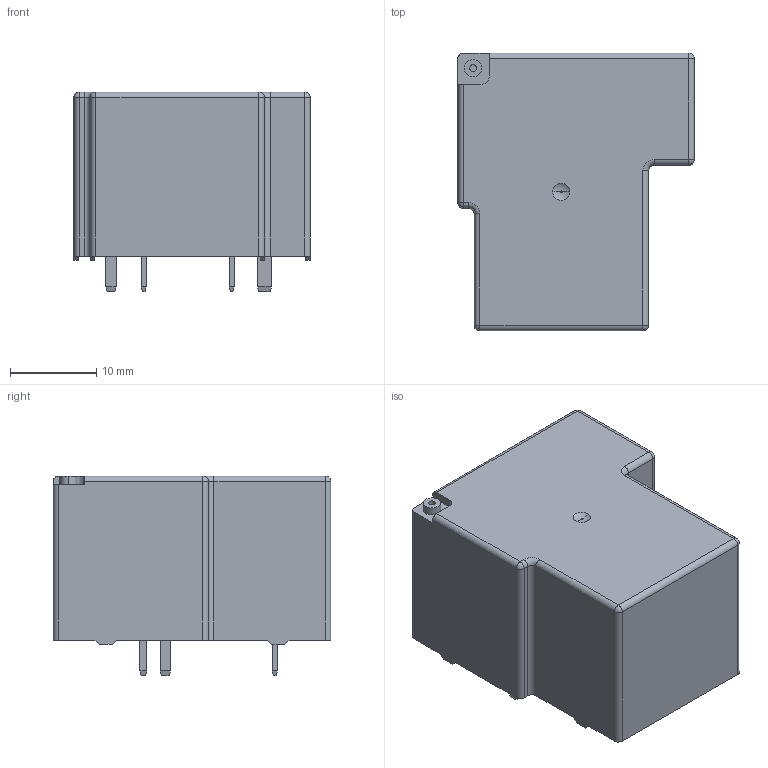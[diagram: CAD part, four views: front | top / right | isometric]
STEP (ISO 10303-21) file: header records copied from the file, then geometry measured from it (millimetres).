
FILE_DESCRIPTION (( 'STEP AP214' ), '1' );
FILE_NAME ('錨璃51.STEP', '2024-06-28T01:40:22', ( '' ), ( '' ), 'SwSTEP 2.0', 'SolidWorks 2021', '' );
FILE_SCHEMA (( 'AUTOMOTIVE_DESIGN' ));
Length unit declared in the file: millimetre
Products named in the file (1): 錨璃51
Bounding box: 27.4 x 32.2 x 23.15 mm (x, y, z)
Volume: 14305.3 mm3; surface area: 3772.4 mm2
Topology: 1 solids, 1 shells, 322 faces, 852 edges, 553 vertices
Faces by surface type: plane 194, bspline 98, cylinder 21, sphere 5, torus 4
Entity records: 13909 total; most frequent: CARTESIAN_POINT 3029, ORIENTED_EDGE 1694, DIRECTION 1147, EDGE_CURVE 847, VECTOR 597, LINE 597, VERTEX_POINT 553, EDGE_LOOP 348
